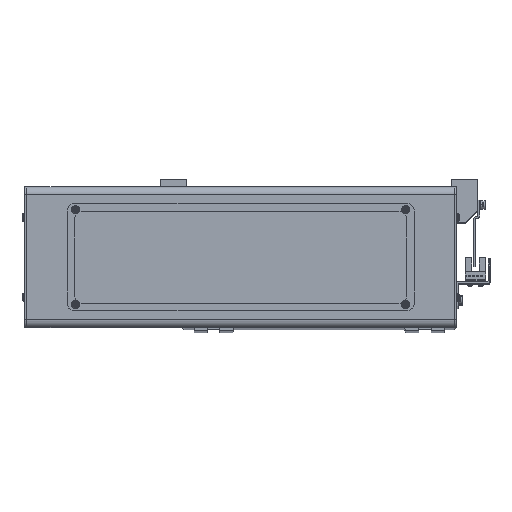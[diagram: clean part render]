
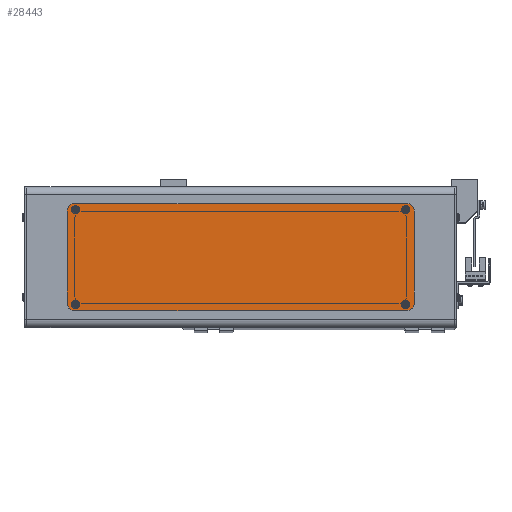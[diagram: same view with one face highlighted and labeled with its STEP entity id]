
A CAD part, top view. The second image highlights one B-rep face of the part: STEP entity #28443.
In plain terms, the highlighted planar face has unit normal (0, 0, 1).
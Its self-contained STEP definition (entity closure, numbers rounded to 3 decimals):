
#1169 = CARTESIAN_POINT ( 'NONE',  ( 108.25, -35., 2. ) ) ;
#1414 = CARTESIAN_POINT ( 'NONE',  ( -108.25, 35., 2. ) ) ;
#3118 = EDGE_CURVE ( 'NONE', #7898, #63891, #29029, .T. ) ;
#3892 = CIRCLE ( 'NONE', #58416, 1.7 ) ;
#4408 = VERTEX_POINT ( 'NONE', #1414 ) ;
#4974 = CARTESIAN_POINT ( 'NONE',  ( 108.25, -35., 2. ) ) ;
#5102 = DIRECTION ( 'NONE',  ( 1., 0., 0. ) ) ;
#5258 = DIRECTION ( 'NONE',  ( 0., 0., 1. ) ) ;
#5445 = ORIENTED_EDGE ( 'NONE', *, *, #45988, .F. ) ;
#5707 = ORIENTED_EDGE ( 'NONE', *, *, #9583, .T. ) ;
#6184 = ORIENTED_EDGE ( 'NONE', *, *, #29152, .F. ) ;
#6831 = CIRCLE ( 'NONE', #7597, 5. ) ;
#7398 = CIRCLE ( 'NONE', #55419, 5. ) ;
#7597 = AXIS2_PLACEMENT_3D ( 'NONE', #38251, #5258, #43731 ) ;
#7898 = VERTEX_POINT ( 'NONE', #39601 ) ;
#8219 = CIRCLE ( 'NONE', #31153, 5. ) ;
#8957 = FACE_BOUND ( 'NONE', #12441, .T. ) ;
#9320 = CIRCLE ( 'NONE', #38801, 1.7 ) ;
#9583 = EDGE_CURVE ( 'NONE', #27091, #4408, #35114, .T. ) ;
#9695 = AXIS2_PLACEMENT_3D ( 'NONE', #48946, #16117, #54425 ) ;
#9742 = CIRCLE ( 'NONE', #9695, 1.7 ) ;
#9751 = VERTEX_POINT ( 'NONE', #48770 ) ;
#11610 = ORIENTED_EDGE ( 'NONE', *, *, #55514, .F. ) ;
#12108 = ORIENTED_EDGE ( 'NONE', *, *, #50626, .T. ) ;
#12185 = CARTESIAN_POINT ( 'NONE',  ( -106.05, -31., 2. ) ) ;
#12441 = EDGE_LOOP ( 'NONE', ( #35600, #31258 ) ) ;
#13241 = VECTOR ( 'NONE', #35651, 1000. ) ;
#13340 = CARTESIAN_POINT ( 'NONE',  ( 113.25, 30., 2. ) ) ;
#13788 = VERTEX_POINT ( 'NONE', #27621 ) ;
#15264 = CIRCLE ( 'NONE', #44155, 1.7 ) ;
#15678 = DIRECTION ( 'NONE',  ( 0., 0., 1. ) ) ;
#16117 = DIRECTION ( 'NONE',  ( 0., 0., 1. ) ) ;
#17192 = DIRECTION ( 'NONE',  ( 0., 0., 1. ) ) ;
#17829 = CIRCLE ( 'NONE', #41829, 1.7 ) ;
#20855 = ORIENTED_EDGE ( 'NONE', *, *, #3118, .F. ) ;
#21032 = CARTESIAN_POINT ( 'NONE',  ( -108.25, 30., 2. ) ) ;
#21833 = DIRECTION ( 'NONE',  ( 0., 0., 1. ) ) ;
#21958 = ORIENTED_EDGE ( 'NONE', *, *, #42778, .T. ) ;
#22725 = VERTEX_POINT ( 'NONE', #4974 ) ;
#23373 = CARTESIAN_POINT ( 'NONE',  ( -106.05, 31., 2. ) ) ;
#23403 = DIRECTION ( 'NONE',  ( 0., 0., 1. ) ) ;
#23657 = VERTEX_POINT ( 'NONE', #13340 ) ;
#23720 = FACE_OUTER_BOUND ( 'NONE', #26676, .T. ) ;
#23765 = DIRECTION ( 'NONE',  ( 0., 0., 1. ) ) ;
#23771 = VERTEX_POINT ( 'NONE', #52631 ) ;
#23890 = VECTOR ( 'NONE', #52508, 1000. ) ;
#25079 = VERTEX_POINT ( 'NONE', #64400 ) ;
#26283 = CARTESIAN_POINT ( 'NONE',  ( 113.25, -30., 2. ) ) ;
#26583 = DIRECTION ( 'NONE',  ( 1., 0., 0. ) ) ;
#26676 = EDGE_LOOP ( 'NONE', ( #12108, #46762, #21958, #42907, #36827, #27764, #43627, #5707 ) ) ;
#26695 = LINE ( 'NONE', #1169, #54028 ) ;
#26995 = EDGE_LOOP ( 'NONE', ( #11610, #32284 ) ) ;
#27046 = DIRECTION ( 'NONE',  ( 0., 0., 1. ) ) ;
#27091 = VERTEX_POINT ( 'NONE', #44675 ) ;
#27621 = CARTESIAN_POINT ( 'NONE',  ( -113.25, -30., 2. ) ) ;
#27764 = ORIENTED_EDGE ( 'NONE', *, *, #66868, .T. ) ;
#27931 = LINE ( 'NONE', #68206, #13241 ) ;
#28443 = ADVANCED_FACE ( 'NONE', ( #39966, #52769, #23720, #8957, #65485 ), #31825, .T. ) ;
#29029 = CIRCLE ( 'NONE', #62036, 1.7 ) ;
#29152 = EDGE_CURVE ( 'NONE', #39718, #25079, #9742, .T. ) ;
#29233 = CARTESIAN_POINT ( 'NONE',  ( 109.45, 31., 2. ) ) ;
#29594 = CARTESIAN_POINT ( 'NONE',  ( 107.75, 31., 2. ) ) ;
#30589 = DIRECTION ( 'NONE',  ( 0., 0., 1. ) ) ;
#31153 = AXIS2_PLACEMENT_3D ( 'NONE', #48515, #15678, #53997 ) ;
#31216 = EDGE_LOOP ( 'NONE', ( #20855, #51857 ) ) ;
#31258 = ORIENTED_EDGE ( 'NONE', *, *, #36987, .F. ) ;
#31825 = PLANE ( 'NONE',  #54264 ) ;
#31890 = VERTEX_POINT ( 'NONE', #46123 ) ;
#32284 = ORIENTED_EDGE ( 'NONE', *, *, #40353, .F. ) ;
#33546 = EDGE_CURVE ( 'NONE', #23771, #52647, #60176, .T. ) ;
#34739 = EDGE_CURVE ( 'NONE', #31890, #22725, #26695, .T. ) ;
#35081 = DIRECTION ( 'NONE',  ( 1., 0., 0. ) ) ;
#35114 = LINE ( 'NONE', #58955, #47923 ) ;
#35600 = ORIENTED_EDGE ( 'NONE', *, *, #33546, .F. ) ;
#35651 = DIRECTION ( 'NONE',  ( 0., 1., 0. ) ) ;
#36827 = ORIENTED_EDGE ( 'NONE', *, *, #68952, .T. ) ;
#36987 = EDGE_CURVE ( 'NONE', #52647, #23771, #17829, .T. ) ;
#38107 = DIRECTION ( 'NONE',  ( 0., 0., 1. ) ) ;
#38251 = CARTESIAN_POINT ( 'NONE',  ( 108.25, -30., 2. ) ) ;
#38801 = AXIS2_PLACEMENT_3D ( 'NONE', #70633, #38107, #5102 ) ;
#39601 = CARTESIAN_POINT ( 'NONE',  ( -109.45, -31., 2. ) ) ;
#39706 = DIRECTION ( 'NONE',  ( 1., 0., 0. ) ) ;
#39718 = VERTEX_POINT ( 'NONE', #64826 ) ;
#39966 = FACE_BOUND ( 'NONE', #42442, .T. ) ;
#40353 = EDGE_CURVE ( 'NONE', #56595, #59587, #9320, .T. ) ;
#41526 = CARTESIAN_POINT ( 'NONE',  ( -113.25, -30., 2. ) ) ;
#41829 = AXIS2_PLACEMENT_3D ( 'NONE', #63210, #30589, #68636 ) ;
#42442 = EDGE_LOOP ( 'NONE', ( #5445, #6184 ) ) ;
#42761 = AXIS2_PLACEMENT_3D ( 'NONE', #56434, #23765, #61914 ) ;
#42778 = EDGE_CURVE ( 'NONE', #13788, #31890, #8219, .T. ) ;
#42907 = ORIENTED_EDGE ( 'NONE', *, *, #34739, .T. ) ;
#43627 = ORIENTED_EDGE ( 'NONE', *, *, #52557, .T. ) ;
#43731 = DIRECTION ( 'NONE',  ( 1., 0., 0. ) ) ;
#43831 = CARTESIAN_POINT ( 'NONE',  ( -109.45, 31., 2. ) ) ;
#44155 = AXIS2_PLACEMENT_3D ( 'NONE', #56092, #23403, #61581 ) ;
#44675 = CARTESIAN_POINT ( 'NONE',  ( 108.25, 35., 2. ) ) ;
#44866 = AXIS2_PLACEMENT_3D ( 'NONE', #29594, #67645, #35081 ) ;
#45988 = EDGE_CURVE ( 'NONE', #25079, #39718, #15264, .T. ) ;
#46123 = CARTESIAN_POINT ( 'NONE',  ( -108.25, -35., 2. ) ) ;
#46216 = EDGE_CURVE ( 'NONE', #9751, #13788, #67343, .T. ) ;
#46762 = ORIENTED_EDGE ( 'NONE', *, *, #46216, .T. ) ;
#47923 = VECTOR ( 'NONE', #58556, 1000. ) ;
#48515 = CARTESIAN_POINT ( 'NONE',  ( -108.25, -30., 2. ) ) ;
#48770 = CARTESIAN_POINT ( 'NONE',  ( -113.25, 30., 2. ) ) ;
#48946 = CARTESIAN_POINT ( 'NONE',  ( 107.75, -31., 2. ) ) ;
#50054 = CARTESIAN_POINT ( 'NONE',  ( 108.25, 30., 2. ) ) ;
#50626 = EDGE_CURVE ( 'NONE', #4408, #9751, #66817, .T. ) ;
#51857 = ORIENTED_EDGE ( 'NONE', *, *, #65429, .F. ) ;
#52508 = DIRECTION ( 'NONE',  ( 0., -1., 0. ) ) ;
#52557 = EDGE_CURVE ( 'NONE', #23657, #27091, #7398, .T. ) ;
#52631 = CARTESIAN_POINT ( 'NONE',  ( 106.05, 31., 2. ) ) ;
#52647 = VERTEX_POINT ( 'NONE', #29233 ) ;
#52720 = VERTEX_POINT ( 'NONE', #26283 ) ;
#52769 = FACE_BOUND ( 'NONE', #26995, .T. ) ;
#53997 = DIRECTION ( 'NONE',  ( 1., 0., 0. ) ) ;
#54028 = VECTOR ( 'NONE', #39706, 1000. ) ;
#54264 = AXIS2_PLACEMENT_3D ( 'NONE', #21032, #59236, #26583 ) ;
#54425 = DIRECTION ( 'NONE',  ( 1., 0., 0. ) ) ;
#54561 = CARTESIAN_POINT ( 'NONE',  ( -108.25, 30., 2. ) ) ;
#55404 = DIRECTION ( 'NONE',  ( 1., 0., 0. ) ) ;
#55419 = AXIS2_PLACEMENT_3D ( 'NONE', #50054, #17192, #55502 ) ;
#55421 = DIRECTION ( 'NONE',  ( 0., 0., 1. ) ) ;
#55468 = CARTESIAN_POINT ( 'NONE',  ( -107.75, -31., 2. ) ) ;
#55502 = DIRECTION ( 'NONE',  ( 1., 0., 0. ) ) ;
#55514 = EDGE_CURVE ( 'NONE', #59587, #56595, #61951, .T. ) ;
#56092 = CARTESIAN_POINT ( 'NONE',  ( 107.75, -31., 2. ) ) ;
#56434 = CARTESIAN_POINT ( 'NONE',  ( -107.75, 31., 2. ) ) ;
#56595 = VERTEX_POINT ( 'NONE', #23373 ) ;
#58416 = AXIS2_PLACEMENT_3D ( 'NONE', #59712, #27046, #65141 ) ;
#58556 = DIRECTION ( 'NONE',  ( -1., 0., 0. ) ) ;
#58955 = CARTESIAN_POINT ( 'NONE',  ( -108.25, 35., 2. ) ) ;
#59236 = DIRECTION ( 'NONE',  ( 0., 0., 1. ) ) ;
#59587 = VERTEX_POINT ( 'NONE', #43831 ) ;
#59712 = CARTESIAN_POINT ( 'NONE',  ( -107.75, -31., 2. ) ) ;
#60030 = DIRECTION ( 'NONE',  ( 1., 0., 0. ) ) ;
#60176 = CIRCLE ( 'NONE', #44866, 1.7 ) ;
#61581 = DIRECTION ( 'NONE',  ( 1., 0., 0. ) ) ;
#61914 = DIRECTION ( 'NONE',  ( 1., 0., 0. ) ) ;
#61951 = CIRCLE ( 'NONE', #42761, 1.7 ) ;
#62036 = AXIS2_PLACEMENT_3D ( 'NONE', #55468, #55421, #55404 ) ;
#63210 = CARTESIAN_POINT ( 'NONE',  ( 107.75, 31., 2. ) ) ;
#63891 = VERTEX_POINT ( 'NONE', #12185 ) ;
#64400 = CARTESIAN_POINT ( 'NONE',  ( 106.05, -31., 2. ) ) ;
#64826 = CARTESIAN_POINT ( 'NONE',  ( 109.45, -31., 2. ) ) ;
#65141 = DIRECTION ( 'NONE',  ( 1., 0., 0. ) ) ;
#65429 = EDGE_CURVE ( 'NONE', #63891, #7898, #3892, .T. ) ;
#65485 = FACE_BOUND ( 'NONE', #31216, .T. ) ;
#66817 = CIRCLE ( 'NONE', #68457, 5. ) ;
#66868 = EDGE_CURVE ( 'NONE', #52720, #23657, #27931, .T. ) ;
#67343 = LINE ( 'NONE', #41526, #23890 ) ;
#67645 = DIRECTION ( 'NONE',  ( 0., 0., 1. ) ) ;
#68206 = CARTESIAN_POINT ( 'NONE',  ( 113.25, 30., 2. ) ) ;
#68457 = AXIS2_PLACEMENT_3D ( 'NONE', #54561, #21833, #60030 ) ;
#68636 = DIRECTION ( 'NONE',  ( 1., 0., 0. ) ) ;
#68952 = EDGE_CURVE ( 'NONE', #22725, #52720, #6831, .T. ) ;
#70633 = CARTESIAN_POINT ( 'NONE',  ( -107.75, 31., 2. ) ) ;
